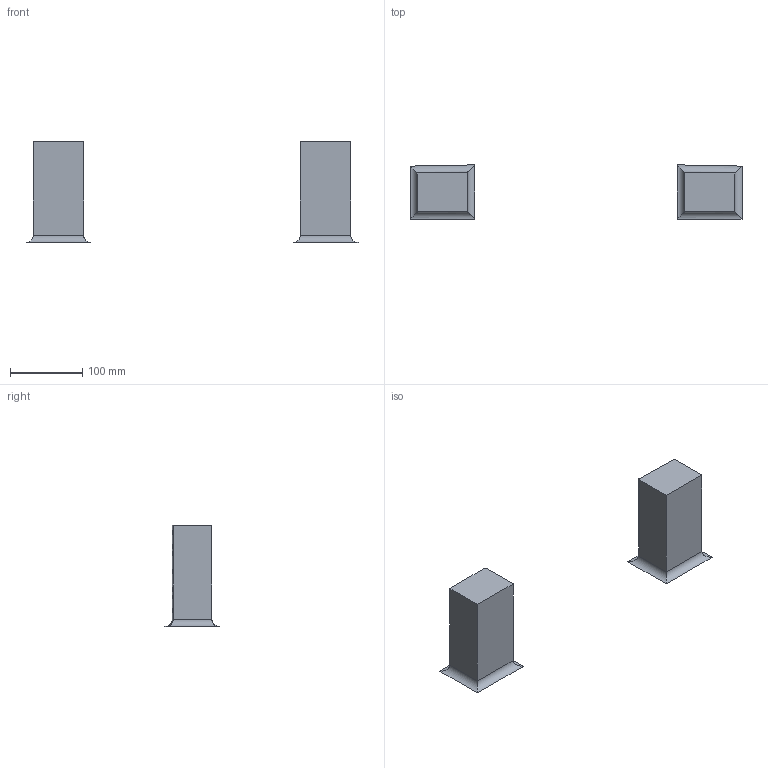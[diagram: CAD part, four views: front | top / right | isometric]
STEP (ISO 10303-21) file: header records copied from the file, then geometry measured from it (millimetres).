
FILE_DESCRIPTION (( 'STEP AP214' ), '1' );
FILE_NAME ('1_support_rev_A_modified.STEP', '2023-04-04T09:32:13', ( '' ), ( '' ), 'SwSTEP 2.0', 'SolidWorks 2022', '' );
FILE_SCHEMA (( 'AUTOMOTIVE_DESIGN' ));
Length unit declared in the file: millimetre
Products named in the file (1): 1_support_rev_A_modified
Bounding box: 460 x 75.19 x 140 mm (x, y, z)
Volume: 1067525.3 mm3; surface area: 101140.4 mm2
Topology: 2 solids, 2 shells, 104 faces, 252 edges, 132 vertices
Faces by surface type: cylinder 50, cone 40, plane 14
Entity records: 2759 total; most frequent: DIRECTION 498, CARTESIAN_POINT 473, ORIENTED_EDGE 424, EDGE_CURVE 212, AXIS2_PLACEMENT_3D 189, VERTEX_POINT 132, EDGE_LOOP 124, VECTOR 120
